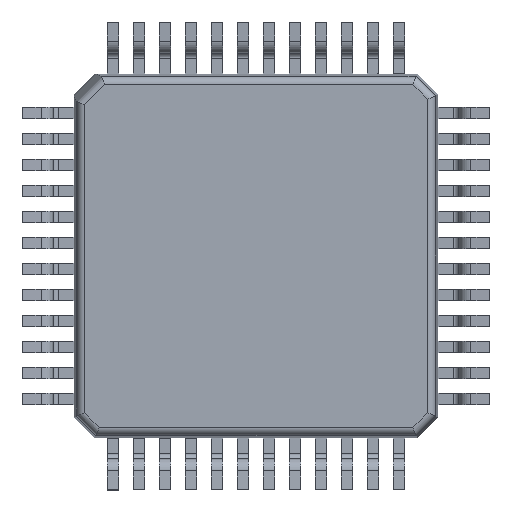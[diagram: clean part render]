
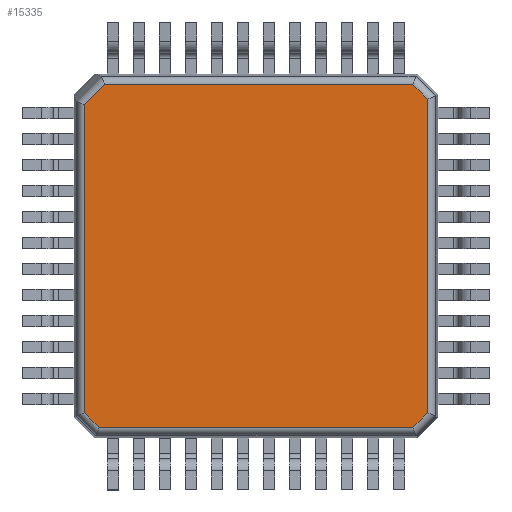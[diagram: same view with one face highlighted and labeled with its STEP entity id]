
A CAD part, front view. The second image highlights one B-rep face of the part: STEP entity #15335.
In plain terms, the highlighted planar face has unit normal (0, -1, 0).
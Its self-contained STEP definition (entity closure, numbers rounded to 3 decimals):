
#530 = ORIENTED_EDGE ( 'NONE', *, *, #17389, .T. ) ;
#911 = CARTESIAN_POINT ( 'NONE',  ( 3.296, 0.15, 3.071 ) ) ;
#930 = EDGE_CURVE ( 'NONE', #6808, #1158, #19764, .T. ) ;
#1158 = VERTEX_POINT ( 'NONE', #18959 ) ;
#1670 = EDGE_CURVE ( 'NONE', #13993, #14101, #5647, .T. ) ;
#1944 = VECTOR ( 'NONE', #3471, 1000. ) ;
#2028 = VECTOR ( 'NONE', #11349, 1000. ) ;
#2638 = VECTOR ( 'NONE', #10567, 1000. ) ;
#3240 = DIRECTION ( 'NONE',  ( 1., 0., 0. ) ) ;
#3255 = ORIENTED_EDGE ( 'NONE', *, *, #4681, .T. ) ;
#3455 = LINE ( 'NONE', #3658, #2638 ) ;
#3471 = DIRECTION ( 'NONE',  ( -0.707, 0., 0.707 ) ) ;
#3658 = CARTESIAN_POINT ( 'NONE',  ( -2.942, 0.15, 3.296 ) ) ;
#4681 = EDGE_CURVE ( 'NONE', #7585, #6279, #12062, .T. ) ;
#5243 = AXIS2_PLACEMENT_3D ( 'NONE', #11530, #13120, #6226 ) ;
#5359 = CARTESIAN_POINT ( 'NONE',  ( -2.977, 0.15, -3.335 ) ) ;
#5647 = LINE ( 'NONE', #911, #8845 ) ;
#5737 = ORIENTED_EDGE ( 'NONE', *, *, #1670, .T. ) ;
#6226 = DIRECTION ( 'NONE',  ( 0., 0., 1. ) ) ;
#6263 = CARTESIAN_POINT ( 'NONE',  ( -3.296, 0.15, -3.071 ) ) ;
#6279 = VERTEX_POINT ( 'NONE', #7525 ) ;
#6416 = ORIENTED_EDGE ( 'NONE', *, *, #19970, .T. ) ;
#6808 = VERTEX_POINT ( 'NONE', #12213 ) ;
#7107 = LINE ( 'NONE', #20922, #1944 ) ;
#7436 = CARTESIAN_POINT ( 'NONE',  ( -3.346, 0.15, 2.859 ) ) ;
#7525 = CARTESIAN_POINT ( 'NONE',  ( 3.016, 0.15, -3.296 ) ) ;
#7580 = ORIENTED_EDGE ( 'NONE', *, *, #11282, .T. ) ;
#7585 = VERTEX_POINT ( 'NONE', #17038 ) ;
#8006 = DIRECTION ( 'NONE',  ( 0.707, 0., 0.707 ) ) ;
#8625 = CARTESIAN_POINT ( 'NONE',  ( -3.296, 0.15, -3.016 ) ) ;
#8845 = VECTOR ( 'NONE', #16048, 1000. ) ;
#8919 = VECTOR ( 'NONE', #8006, 1000. ) ;
#9614 = FACE_OUTER_BOUND ( 'NONE', #14268, .T. ) ;
#10567 = DIRECTION ( 'NONE',  ( -1., 0., 0. ) ) ;
#11282 = EDGE_CURVE ( 'NONE', #12247, #6808, #3455, .T. ) ;
#11349 = DIRECTION ( 'NONE',  ( 0., 0., -1. ) ) ;
#11401 = CARTESIAN_POINT ( 'NONE',  ( 3.335, 0.15, -2.977 ) ) ;
#11516 = ORIENTED_EDGE ( 'NONE', *, *, #18486, .T. ) ;
#11530 = CARTESIAN_POINT ( 'NONE',  ( 0., 0.15, 0. ) ) ;
#12062 = LINE ( 'NONE', #15685, #17523 ) ;
#12213 = CARTESIAN_POINT ( 'NONE',  ( -2.909, 0.15, 3.296 ) ) ;
#12247 = VERTEX_POINT ( 'NONE', #18749 ) ;
#12923 = ORIENTED_EDGE ( 'NONE', *, *, #20649, .T. ) ;
#13120 = DIRECTION ( 'NONE',  ( 0., 1., 0. ) ) ;
#13494 = DIRECTION ( 'NONE',  ( 0.707, 0., -0.707 ) ) ;
#13993 = VERTEX_POINT ( 'NONE', #15515 ) ;
#14101 = VERTEX_POINT ( 'NONE', #16742 ) ;
#14268 = EDGE_LOOP ( 'NONE', ( #5737, #11516, #7580, #16337, #530, #6416, #3255, #12923 ) ) ;
#14321 = DIRECTION ( 'NONE',  ( -0.707, 0., -0.707 ) ) ;
#14452 = LINE ( 'NONE', #11401, #8919 ) ;
#15335 = ADVANCED_FACE ( 'NONE', ( #9614 ), #20155, .F. ) ;
#15515 = CARTESIAN_POINT ( 'NONE',  ( 3.296, 0.15, -3.016 ) ) ;
#15685 = CARTESIAN_POINT ( 'NONE',  ( 3.071, 0.15, -3.296 ) ) ;
#16048 = DIRECTION ( 'NONE',  ( 0., 0., 1. ) ) ;
#16337 = ORIENTED_EDGE ( 'NONE', *, *, #930, .T. ) ;
#16490 = VERTEX_POINT ( 'NONE', #8625 ) ;
#16742 = CARTESIAN_POINT ( 'NONE',  ( 3.296, 0.15, 3.016 ) ) ;
#17038 = CARTESIAN_POINT ( 'NONE',  ( -3.016, 0.15, -3.296 ) ) ;
#17389 = EDGE_CURVE ( 'NONE', #1158, #16490, #21439, .T. ) ;
#17523 = VECTOR ( 'NONE', #3240, 1000. ) ;
#18486 = EDGE_CURVE ( 'NONE', #14101, #12247, #7107, .T. ) ;
#18730 = LINE ( 'NONE', #5359, #20090 ) ;
#18749 = CARTESIAN_POINT ( 'NONE',  ( 3.016, 0.15, 3.296 ) ) ;
#18959 = CARTESIAN_POINT ( 'NONE',  ( -3.296, 0.15, 2.909 ) ) ;
#19764 = LINE ( 'NONE', #7436, #21039 ) ;
#19970 = EDGE_CURVE ( 'NONE', #16490, #7585, #18730, .T. ) ;
#20090 = VECTOR ( 'NONE', #13494, 1000. ) ;
#20155 = PLANE ( 'NONE',  #5243 ) ;
#20649 = EDGE_CURVE ( 'NONE', #6279, #13993, #14452, .T. ) ;
#20922 = CARTESIAN_POINT ( 'NONE',  ( 2.977, 0.15, 3.335 ) ) ;
#21039 = VECTOR ( 'NONE', #14321, 1000. ) ;
#21439 = LINE ( 'NONE', #6263, #2028 ) ;
